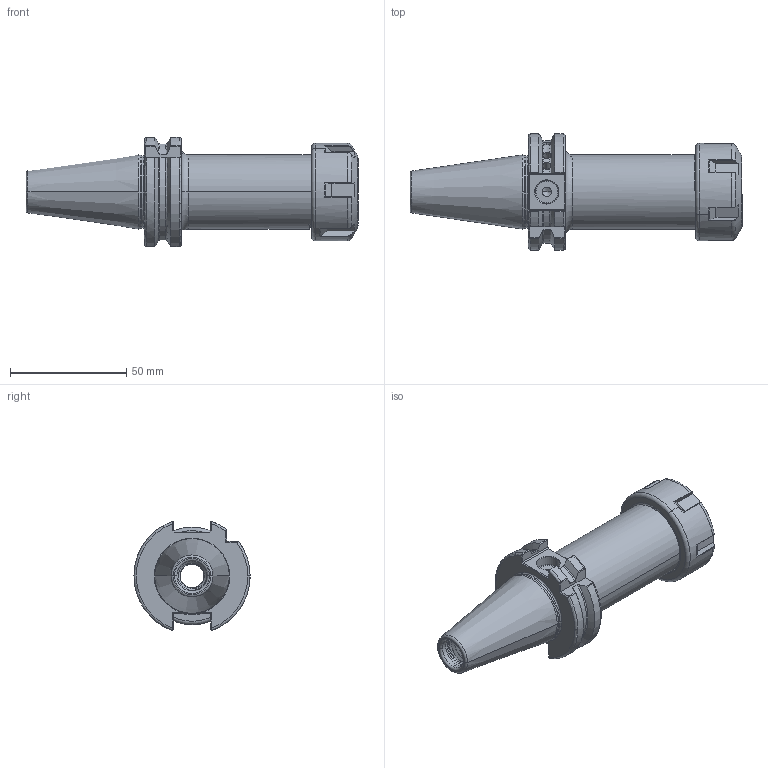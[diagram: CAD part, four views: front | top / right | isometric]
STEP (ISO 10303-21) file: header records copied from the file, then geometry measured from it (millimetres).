
FILE_DESCRIPTION (( 'STEP AP203' ), '1' );
FILE_NAME ('302.02.16.1.STEP', '2016-07-16T02:08:58', ( '' ), ( '' ), 'SwSTEP 2.0', 'SolidWorks 2012', '' );
FILE_SCHEMA (( 'CONFIG_CONTROL_DESIGN' ));
Length unit declared in the file: millimetre
Products named in the file (3): 302.02.16.1; 2-01.100.0250200C7_ER25螺帽(六溝)
Assembly tree (2 placements, depth 2):
  302.02.16.1
    302.02.16.1
    2-01.100.0250200C7_ER25螺帽(六溝)
Bounding box: 142.9 x 50 x 47.05 mm (x, y, z)
Volume: 93708.8 mm3; surface area: 33084 mm2
Topology: 2 solids, 2 shells, 373 faces, 986 edges, 613 vertices
Faces by surface type: cylinder 121, plane 96, torus 62, bspline 58, cone 36
Entity records: 23359 total; most frequent: CARTESIAN_POINT 14969, ORIENTED_EDGE 1956, DIRECTION 1392, EDGE_CURVE 978, VERTEX_POINT 613, AXIS2_PLACEMENT_3D 550, EDGE_LOOP 381, ADVANCED_FACE 373
